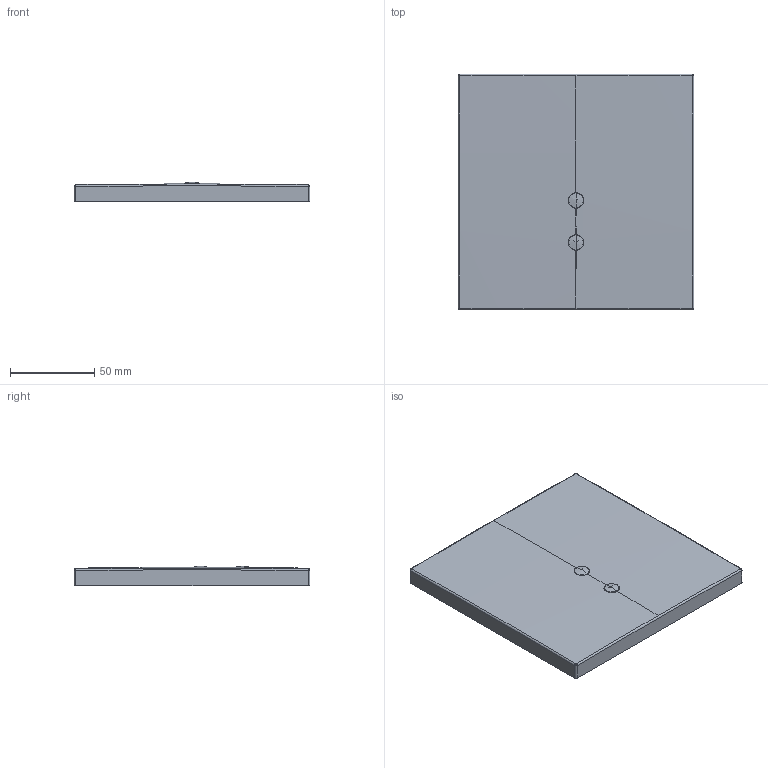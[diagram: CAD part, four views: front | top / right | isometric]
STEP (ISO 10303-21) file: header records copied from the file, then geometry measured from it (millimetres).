
FILE_DESCRIPTION (( 'STEP AP203' ), '1' );
FILE_NAME ('6507CZ(2020)+6557CZ(2020)+09469179+09479279.STEP', '2020-01-21T11:18:50', ( '' ), ( '' ), 'SwSTEP 2.0', 'SolidWorks 2016', '' );
FILE_SCHEMA (( 'CONFIG_CONTROL_DESIGN' ));
Length unit declared in the file: millimetre
Products named in the file (1): 6507CZ(2020)+6557CZ(2020)+09469179+09479279
Bounding box: 140 x 140 x 11.7 mm (x, y, z)
Volume: 209117.5 mm3; surface area: 44975.9 mm2
Topology: 1 solids, 1 shells, 43 faces, 98 edges, 57 vertices
Faces by surface type: cylinder 12, plane 9, torus 8, sphere 6, bspline 4, cone 4
Entity records: 1587 total; most frequent: CARTESIAN_POINT 555, DIRECTION 220, ORIENTED_EDGE 188, AXIS2_PLACEMENT_3D 98, EDGE_CURVE 94, CIRCLE 58, VERTEX_POINT 57, EDGE_LOOP 47
